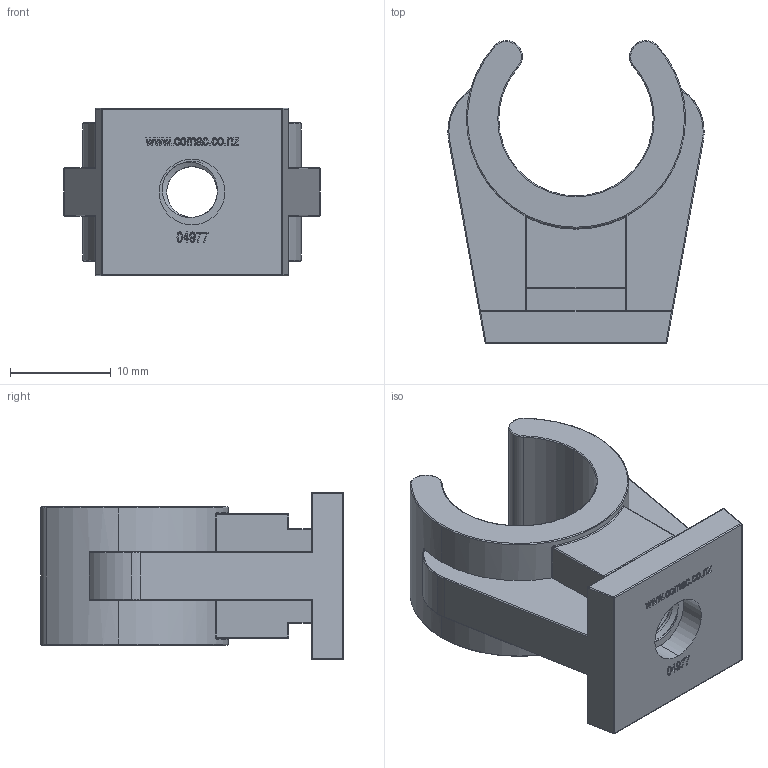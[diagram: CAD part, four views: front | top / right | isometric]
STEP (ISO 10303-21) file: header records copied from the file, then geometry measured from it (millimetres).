
FILE_DESCRIPTION (( 'STEP AP214' ), '1' );
FILE_NAME ('04977-Tube Clamp Single Fixing White Nylon 16mm to 18mm.STEP', '2018-11-14T20:44:17', ( '' ), ( '' ), 'SwSTEP 2.0', 'SolidWorks 2018', '' );
FILE_SCHEMA (( 'AUTOMOTIVE_DESIGN' ));
Length unit declared in the file: millimetre
Products named in the file (1): 04977-Tube Clamp Single Fixing White Nylon 16mm to 18mm
Bounding box: 25.4 x 30 x 16.6 mm (x, y, z)
Volume: 4133.3 mm3; surface area: 3377.7 mm2
Topology: 2 solids, 2 shells, 392 faces, 1026 edges, 653 vertices
Faces by surface type: plane 185, bspline 99, cylinder 66, torus 28, sphere 14
Entity records: 18725 total; most frequent: CARTESIAN_POINT 9753, ORIENTED_EDGE 2028, DIRECTION 1541, EDGE_CURVE 1014, VERTEX_POINT 653, LINE 611, VECTOR 611, AXIS2_PLACEMENT_3D 465
